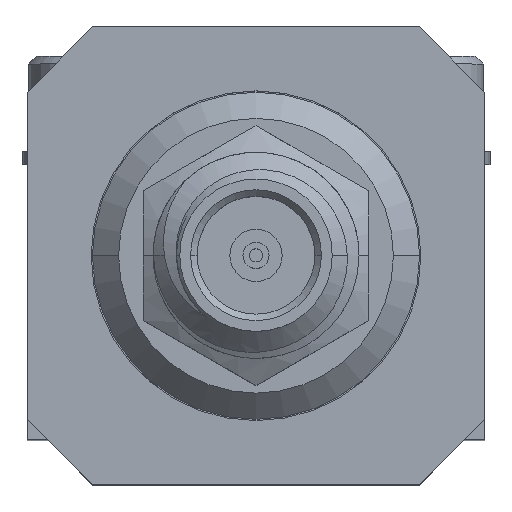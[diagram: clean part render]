
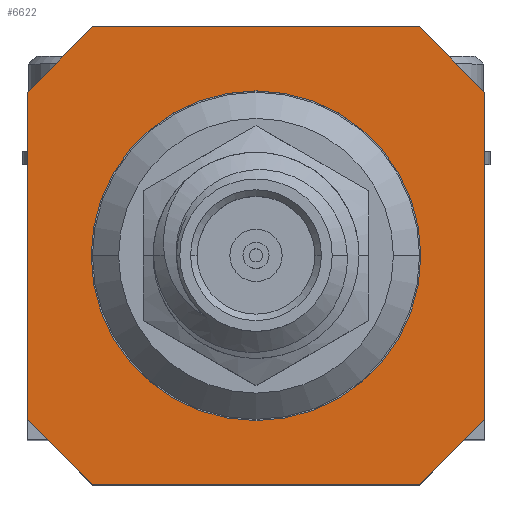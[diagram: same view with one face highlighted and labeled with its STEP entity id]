
A CAD part, top view. The second image highlights one B-rep face of the part: STEP entity #6622.
In plain terms, the highlighted planar face has unit normal (0, 0, 1).
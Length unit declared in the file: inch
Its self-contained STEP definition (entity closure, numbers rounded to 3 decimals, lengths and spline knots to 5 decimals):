
#123 = EDGE_CURVE ( 'NONE', #335, #9074, #2228, .T. ) ;
#176 = CARTESIAN_POINT ( 'NONE',  ( -0.126, 0., 0. ) ) ;
#315 = CARTESIAN_POINT ( 'NONE',  ( 0.175, -0.125, 0. ) ) ;
#335 = VERTEX_POINT ( 'NONE', #7034 ) ;
#394 = EDGE_CURVE ( 'NONE', #3167, #4739, #5649, .T. ) ;
#503 = LINE ( 'NONE', #7950, #4872 ) ;
#530 = CARTESIAN_POINT ( 'NONE',  ( -0.175, -0.175, 0. ) ) ;
#547 = DIRECTION ( 'NONE',  ( 1., 0., 0. ) ) ;
#649 = CARTESIAN_POINT ( 'NONE',  ( 0.125, -0.175, 0. ) ) ;
#781 = EDGE_CURVE ( 'NONE', #5209, #3167, #1537, .T. ) ;
#920 = DIRECTION ( 'NONE',  ( 0.707, -0.707, 0. ) ) ;
#1029 = VERTEX_POINT ( 'NONE', #1660 ) ;
#1282 = ORIENTED_EDGE ( 'NONE', *, *, #3010, .T. ) ;
#1475 = EDGE_CURVE ( 'NONE', #7667, #335, #3824, .T. ) ;
#1537 = LINE ( 'NONE', #2397, #4867 ) ;
#1660 = CARTESIAN_POINT ( 'NONE',  ( 0.126, 0., 0. ) ) ;
#1665 = ORIENTED_EDGE ( 'NONE', *, *, #9487, .T. ) ;
#1769 = VECTOR ( 'NONE', #9558, 39.37008 ) ;
#1875 = EDGE_CURVE ( 'NONE', #1029, #4414, #3815, .T. ) ;
#2026 = DIRECTION ( 'NONE',  ( 0., 0., -1. ) ) ;
#2223 = CARTESIAN_POINT ( 'NONE',  ( -0.175, -0.125, 0. ) ) ;
#2228 = LINE ( 'NONE', #8814, #1769 ) ;
#2397 = CARTESIAN_POINT ( 'NONE',  ( 0.175, -0.175, 0. ) ) ;
#2615 = EDGE_LOOP ( 'NONE', ( #3785, #8521 ) ) ;
#2678 = DIRECTION ( 'NONE',  ( -0.707, 0.707, 0. ) ) ;
#2681 = DIRECTION ( 'NONE',  ( 0., -1., 0. ) ) ;
#2886 = LINE ( 'NONE', #649, #3454 ) ;
#3010 = EDGE_CURVE ( 'NONE', #9074, #5209, #2886, .T. ) ;
#3059 = DIRECTION ( 'NONE',  ( 0., 1., 0. ) ) ;
#3167 = VERTEX_POINT ( 'NONE', #9018 ) ;
#3209 = DIRECTION ( 'NONE',  ( -0.707, -0.707, 0. ) ) ;
#3371 = CARTESIAN_POINT ( 'NONE',  ( -0.125, 0.175, 0. ) ) ;
#3382 = VECTOR ( 'NONE', #2678, 39.37008 ) ;
#3454 = VECTOR ( 'NONE', #3705, 39.37008 ) ;
#3586 = DIRECTION ( 'NONE',  ( 1., 0., 0. ) ) ;
#3705 = DIRECTION ( 'NONE',  ( 0.707, 0.707, 0. ) ) ;
#3785 = ORIENTED_EDGE ( 'NONE', *, *, #1875, .F. ) ;
#3815 = CIRCLE ( 'NONE', #8064, 0.126 ) ;
#3824 = LINE ( 'NONE', #6666, #6009 ) ;
#3977 = VECTOR ( 'NONE', #2681, 39.37008 ) ;
#4414 = VERTEX_POINT ( 'NONE', #176 ) ;
#4642 = ORIENTED_EDGE ( 'NONE', *, *, #781, .T. ) ;
#4739 = VERTEX_POINT ( 'NONE', #6362 ) ;
#4867 = VECTOR ( 'NONE', #3059, 39.37008 ) ;
#4870 = ORIENTED_EDGE ( 'NONE', *, *, #394, .T. ) ;
#4872 = VECTOR ( 'NONE', #5651, 39.37008 ) ;
#4900 = CARTESIAN_POINT ( 'NONE',  ( 0., 0., 0. ) ) ;
#4915 = ORIENTED_EDGE ( 'NONE', *, *, #5031, .T. ) ;
#5031 = EDGE_CURVE ( 'NONE', #5596, #5987, #6794, .T. ) ;
#5126 = ORIENTED_EDGE ( 'NONE', *, *, #7368, .T. ) ;
#5209 = VERTEX_POINT ( 'NONE', #315 ) ;
#5253 = EDGE_CURVE ( 'NONE', #4414, #1029, #8756, .T. ) ;
#5596 = VERTEX_POINT ( 'NONE', #3371 ) ;
#5649 = LINE ( 'NONE', #9304, #3382 ) ;
#5651 = DIRECTION ( 'NONE',  ( -1., 0., 0. ) ) ;
#5693 = DIRECTION ( 'NONE',  ( -1., 0., 0. ) ) ;
#5987 = VERTEX_POINT ( 'NONE', #7107 ) ;
#6009 = VECTOR ( 'NONE', #920, 39.37008 ) ;
#6232 = ORIENTED_EDGE ( 'NONE', *, *, #1475, .T. ) ;
#6362 = CARTESIAN_POINT ( 'NONE',  ( 0.125, 0.175, 0. ) ) ;
#6419 = DIRECTION ( 'NONE',  ( 0., 0., 1. ) ) ;
#6515 = DIRECTION ( 'NONE',  ( 0., 0., 1. ) ) ;
#6622 = ADVANCED_FACE ( 'NONE', ( #8974, #7467 ), #8563, .F. ) ;
#6666 = CARTESIAN_POINT ( 'NONE',  ( -0.175, -0.125, 0. ) ) ;
#6794 = LINE ( 'NONE', #7583, #7259 ) ;
#7034 = CARTESIAN_POINT ( 'NONE',  ( -0.125, -0.175, 0. ) ) ;
#7107 = CARTESIAN_POINT ( 'NONE',  ( -0.175, 0.125, 0. ) ) ;
#7211 = CARTESIAN_POINT ( 'NONE',  ( 0., 0., 0. ) ) ;
#7259 = VECTOR ( 'NONE', #3209, 39.37008 ) ;
#7349 = CARTESIAN_POINT ( 'NONE',  ( 0.125, -0.175, 0. ) ) ;
#7368 = EDGE_CURVE ( 'NONE', #5987, #7667, #9320, .T. ) ;
#7467 = FACE_OUTER_BOUND ( 'NONE', #8834, .T. ) ;
#7583 = CARTESIAN_POINT ( 'NONE',  ( -0.125, 0.175, 0. ) ) ;
#7667 = VERTEX_POINT ( 'NONE', #2223 ) ;
#7950 = CARTESIAN_POINT ( 'NONE',  ( -0.175, 0.175, 0. ) ) ;
#8064 = AXIS2_PLACEMENT_3D ( 'NONE', #7211, #6515, #3586 ) ;
#8521 = ORIENTED_EDGE ( 'NONE', *, *, #5253, .F. ) ;
#8547 = AXIS2_PLACEMENT_3D ( 'NONE', #4900, #6419, #547 ) ;
#8563 = PLANE ( 'NONE',  #9371 ) ;
#8731 = CARTESIAN_POINT ( 'NONE',  ( 0., 0., 0. ) ) ;
#8756 = CIRCLE ( 'NONE', #8547, 0.126 ) ;
#8814 = CARTESIAN_POINT ( 'NONE',  ( -0.175, -0.175, 0. ) ) ;
#8834 = EDGE_LOOP ( 'NONE', ( #9449, #1282, #4642, #4870, #1665, #4915, #5126, #6232 ) ) ;
#8974 = FACE_BOUND ( 'NONE', #2615, .T. ) ;
#9018 = CARTESIAN_POINT ( 'NONE',  ( 0.175, 0.125, 0. ) ) ;
#9074 = VERTEX_POINT ( 'NONE', #7349 ) ;
#9304 = CARTESIAN_POINT ( 'NONE',  ( 0.175, 0.125, 0. ) ) ;
#9320 = LINE ( 'NONE', #530, #3977 ) ;
#9371 = AXIS2_PLACEMENT_3D ( 'NONE', #8731, #2026, #5693 ) ;
#9449 = ORIENTED_EDGE ( 'NONE', *, *, #123, .T. ) ;
#9487 = EDGE_CURVE ( 'NONE', #4739, #5596, #503, .T. ) ;
#9558 = DIRECTION ( 'NONE',  ( 1., 0., 0. ) ) ;
